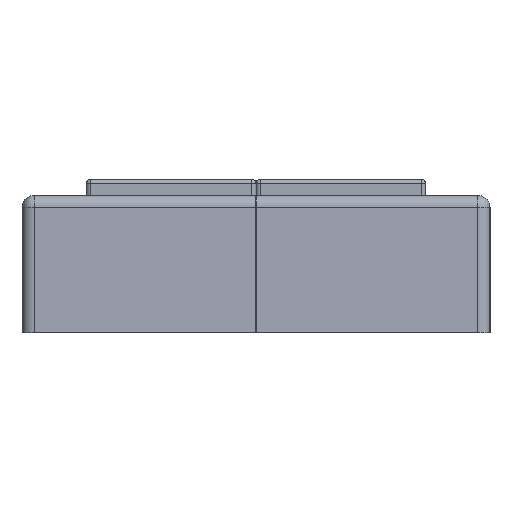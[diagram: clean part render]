
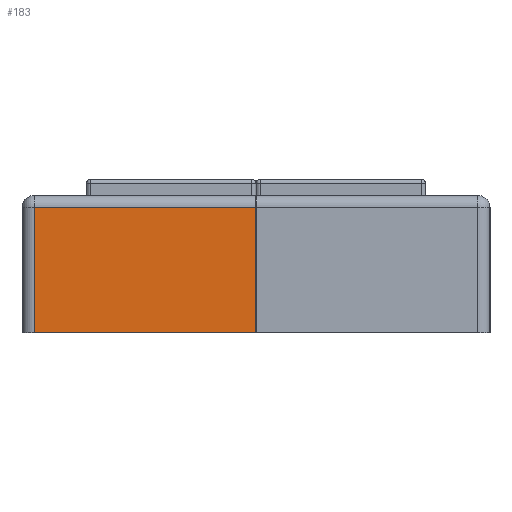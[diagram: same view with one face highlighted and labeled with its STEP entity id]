
A CAD part, left-side view. The second image highlights one B-rep face of the part: STEP entity #183.
In plain terms, the highlighted planar face has unit normal (-1, 0, 0).
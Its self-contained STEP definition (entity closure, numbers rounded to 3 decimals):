
#183=ADVANCED_FACE('NONE',(#668),#669,.F.);
#668=FACE_OUTER_BOUND('',#1582,.T.);
#669=PLANE('',#1583);
#1582=EDGE_LOOP('',(#2674,#2675,#2676,#2677));
#1583=AXIS2_PLACEMENT_3D('',#2678,#2679,#2680);
#2674=ORIENTED_EDGE('',*,*,#5904,.T.);
#2675=ORIENTED_EDGE('',*,*,#5895,.T.);
#2676=ORIENTED_EDGE('',*,*,#5872,.T.);
#2677=ORIENTED_EDGE('',*,*,#5892,.T.);
#2678=CARTESIAN_POINT('',(-60.0,29.0,8.5));
#2679=DIRECTION('',(1.0,0.,0.));
#2680=DIRECTION('',(0.0,1.0,0.));
#5872=EDGE_CURVE('NONE',#6951,#6949,#6952,.T.);
#5892=EDGE_CURVE('NONE',#6949,#6981,#6983,.T.);
#5895=EDGE_CURVE('NONE',#6987,#6951,#6988,.T.);
#5904=EDGE_CURVE('NONE',#6981,#6987,#7002,.T.);
#6949=VERTEX_POINT('NONE',#8649);
#6951=VERTEX_POINT('NONE',#8651);
#6952=LINE('',#8652,#8653);
#6981=VERTEX_POINT('NONE',#8694);
#6983=LINE('',#8697,#8698);
#6987=VERTEX_POINT('NONE',#8704);
#6988=LINE('',#8705,#8706);
#7002=LINE('',#8727,#8728);
#8649=CARTESIAN_POINT('',(-60.0,27.5,-8.5));
#8651=CARTESIAN_POINT('',(-60.0,27.5,7.0));
#8652=CARTESIAN_POINT('',(-60.0,27.5,8.5));
#8653=VECTOR('',#11274,1000.0);
#8694=CARTESIAN_POINT('',(-60.0,0.005,-8.5));
#8697=CARTESIAN_POINT('',(-60.0,29.0,-8.5));
#8698=VECTOR('',#11306,1000.0);
#8704=CARTESIAN_POINT('',(-60.0,0.005,7.0));
#8705=CARTESIAN_POINT('',(-60.0,29.0,7.0));
#8706=VECTOR('',#11309,1000.0);
#8727=CARTESIAN_POINT('',(-60.0,0.005,-8.5));
#8728=VECTOR('',#11320,1000.0);
#11274=DIRECTION('',(0.0,0.0,-1.0));
#11306=DIRECTION('',(0.,-1.0,0.0));
#11309=DIRECTION('',(0.,1.0,-0.0));
#11320=DIRECTION('',(-0.0,-0.0,1.0));
